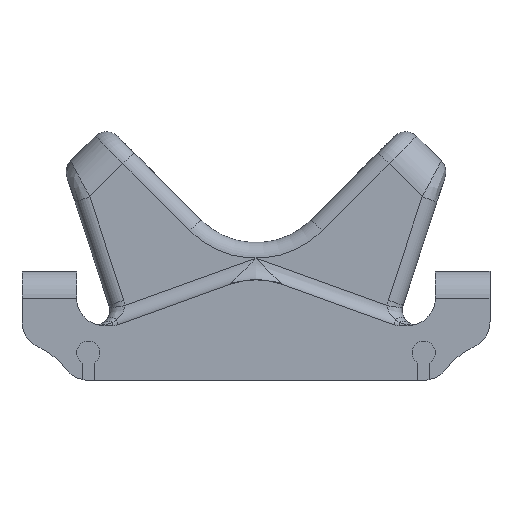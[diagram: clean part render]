
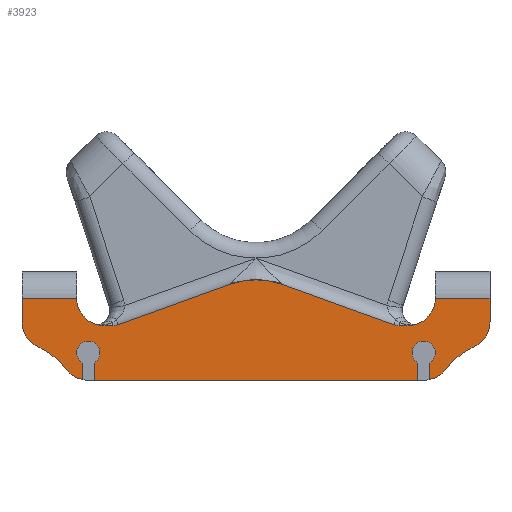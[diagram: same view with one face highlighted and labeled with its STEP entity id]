
A CAD part, left-side view. The second image highlights one B-rep face of the part: STEP entity #3923.
In plain terms, the highlighted planar face has unit normal (-1, 0, 0).
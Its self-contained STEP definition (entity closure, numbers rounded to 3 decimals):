
#97=PLANE('',#4271);
#284=LINE('',#6289,#546);
#350=LINE('',#7541,#612);
#352=LINE('',#7547,#614);
#353=LINE('',#7551,#615);
#354=LINE('',#7555,#616);
#355=LINE('',#7557,#617);
#356=LINE('',#7565,#618);
#357=LINE('',#7568,#619);
#358=LINE('',#7570,#620);
#359=LINE('',#7573,#621);
#360=LINE('',#7579,#622);
#361=LINE('',#7580,#623);
#362=LINE('',#7584,#624);
#546=VECTOR('',#4755,1000.);
#612=VECTOR('',#5015,1000.);
#614=VECTOR('',#5021,1000.);
#615=VECTOR('',#5024,1000.);
#616=VECTOR('',#5027,1000.);
#617=VECTOR('',#5028,1000.);
#618=VECTOR('',#5035,1000.);
#619=VECTOR('',#5038,1000.);
#620=VECTOR('',#5039,1000.);
#621=VECTOR('',#5042,1000.);
#622=VECTOR('',#5047,1000.);
#623=VECTOR('',#5048,1000.);
#624=VECTOR('',#5051,1000.);
#925=FACE_OUTER_BOUND('',#1170,.T.);
#1170=EDGE_LOOP('',(#2983,#2984,#2985,#2986,#2987,#2988,#2989,#2990,#2991,
#2992,#2993,#2994,#2995,#2996,#2997,#2998,#2999,#3000,#3001,#3002,#3003,
#3004,#3005,#3006,#3007,#3008));
#1436=CIRCLE('',#4268,3.5);
#1438=CIRCLE('',#4272,10.);
#1439=CIRCLE('',#4273,2.);
#1440=CIRCLE('',#4274,3.5);
#1441=CIRCLE('',#4275,3.5);
#1442=CIRCLE('',#4276,10.);
#1443=CIRCLE('',#4277,3.5);
#1444=CIRCLE('',#4278,1.5);
#1445=CIRCLE('',#4279,1.5);
#1446=CIRCLE('',#4280,10.);
#1447=CIRCLE('',#4281,3.5);
#1448=CIRCLE('',#4282,3.5);
#1449=CIRCLE('',#4283,2.);
#1686=VERTEX_POINT('',#6286);
#1687=VERTEX_POINT('',#6288);
#1765=VERTEX_POINT('',#7521);
#1766=VERTEX_POINT('',#7527);
#1767=VERTEX_POINT('',#7529);
#1771=VERTEX_POINT('',#7538);
#1772=VERTEX_POINT('',#7540);
#1773=VERTEX_POINT('',#7544);
#1774=VERTEX_POINT('',#7546);
#1775=VERTEX_POINT('',#7548);
#1776=VERTEX_POINT('',#7550);
#1777=VERTEX_POINT('',#7552);
#1778=VERTEX_POINT('',#7554);
#1779=VERTEX_POINT('',#7556);
#1780=VERTEX_POINT('',#7558);
#1781=VERTEX_POINT('',#7560);
#1782=VERTEX_POINT('',#7562);
#1783=VERTEX_POINT('',#7564);
#1784=VERTEX_POINT('',#7566);
#1785=VERTEX_POINT('',#7569);
#1786=VERTEX_POINT('',#7571);
#1787=VERTEX_POINT('',#7574);
#1788=VERTEX_POINT('',#7576);
#1789=VERTEX_POINT('',#7578);
#1790=VERTEX_POINT('',#7581);
#1791=VERTEX_POINT('',#7583);
#2072=EDGE_CURVE('',#1686,#1687,#284,.T.);
#2207=EDGE_CURVE('',#1766,#1767,#1436,.T.);
#2212=EDGE_CURVE('',#1771,#1772,#350,.T.);
#2214=EDGE_CURVE('',#1771,#1773,#1438,.T.);
#2215=EDGE_CURVE('',#1773,#1774,#352,.T.);
#2216=EDGE_CURVE('',#1774,#1775,#1439,.T.);
#2217=EDGE_CURVE('',#1776,#1775,#353,.T.);
#2218=EDGE_CURVE('',#1776,#1777,#1440,.T.);
#2219=EDGE_CURVE('',#1777,#1778,#354,.T.);
#2220=EDGE_CURVE('',#1778,#1779,#355,.T.);
#2221=EDGE_CURVE('',#1779,#1780,#1441,.T.);
#2222=EDGE_CURVE('',#1780,#1781,#1442,.T.);
#2223=EDGE_CURVE('',#1781,#1782,#1443,.T.);
#2224=EDGE_CURVE('',#1783,#1782,#356,.T.);
#2225=EDGE_CURVE('',#1783,#1784,#1444,.T.);
#2226=EDGE_CURVE('',#1687,#1784,#357,.T.);
#2227=EDGE_CURVE('',#1686,#1785,#358,.T.);
#2228=EDGE_CURVE('',#1786,#1785,#1445,.T.);
#2229=EDGE_CURVE('',#1786,#1767,#359,.T.);
#2230=EDGE_CURVE('',#1787,#1766,#1446,.T.);
#2231=EDGE_CURVE('',#1788,#1787,#1447,.T.);
#2232=EDGE_CURVE('',#1789,#1788,#360,.T.);
#2233=EDGE_CURVE('',#1765,#1789,#361,.T.);
#2234=EDGE_CURVE('',#1790,#1765,#1448,.T.);
#2235=EDGE_CURVE('',#1790,#1791,#362,.T.);
#2236=EDGE_CURVE('',#1772,#1791,#1449,.T.);
#2983=ORIENTED_EDGE('',*,*,#2212,.F.);
#2984=ORIENTED_EDGE('',*,*,#2214,.T.);
#2985=ORIENTED_EDGE('',*,*,#2215,.T.);
#2986=ORIENTED_EDGE('',*,*,#2216,.T.);
#2987=ORIENTED_EDGE('',*,*,#2217,.F.);
#2988=ORIENTED_EDGE('',*,*,#2218,.T.);
#2989=ORIENTED_EDGE('',*,*,#2219,.T.);
#2990=ORIENTED_EDGE('',*,*,#2220,.T.);
#2991=ORIENTED_EDGE('',*,*,#2221,.T.);
#2992=ORIENTED_EDGE('',*,*,#2222,.T.);
#2993=ORIENTED_EDGE('',*,*,#2223,.T.);
#2994=ORIENTED_EDGE('',*,*,#2224,.F.);
#2995=ORIENTED_EDGE('',*,*,#2225,.T.);
#2996=ORIENTED_EDGE('',*,*,#2226,.F.);
#2997=ORIENTED_EDGE('',*,*,#2072,.F.);
#2998=ORIENTED_EDGE('',*,*,#2227,.T.);
#2999=ORIENTED_EDGE('',*,*,#2228,.F.);
#3000=ORIENTED_EDGE('',*,*,#2229,.T.);
#3001=ORIENTED_EDGE('',*,*,#2207,.F.);
#3002=ORIENTED_EDGE('',*,*,#2230,.F.);
#3003=ORIENTED_EDGE('',*,*,#2231,.F.);
#3004=ORIENTED_EDGE('',*,*,#2232,.F.);
#3005=ORIENTED_EDGE('',*,*,#2233,.F.);
#3006=ORIENTED_EDGE('',*,*,#2234,.F.);
#3007=ORIENTED_EDGE('',*,*,#2235,.T.);
#3008=ORIENTED_EDGE('',*,*,#2236,.F.);
#3923=ADVANCED_FACE('',(#925),#97,.F.);
#4268=AXIS2_PLACEMENT_3D('',#7530,#5006,#5007);
#4271=AXIS2_PLACEMENT_3D('',#7543,#5017,#5018);
#4272=AXIS2_PLACEMENT_3D('',#7545,#5019,#5020);
#4273=AXIS2_PLACEMENT_3D('',#7549,#5022,#5023);
#4274=AXIS2_PLACEMENT_3D('',#7553,#5025,#5026);
#4275=AXIS2_PLACEMENT_3D('',#7559,#5029,#5030);
#4276=AXIS2_PLACEMENT_3D('',#7561,#5031,#5032);
#4277=AXIS2_PLACEMENT_3D('',#7563,#5033,#5034);
#4278=AXIS2_PLACEMENT_3D('',#7567,#5036,#5037);
#4279=AXIS2_PLACEMENT_3D('',#7572,#5040,#5041);
#4280=AXIS2_PLACEMENT_3D('',#7575,#5043,#5044);
#4281=AXIS2_PLACEMENT_3D('',#7577,#5045,#5046);
#4282=AXIS2_PLACEMENT_3D('',#7582,#5049,#5050);
#4283=AXIS2_PLACEMENT_3D('',#7585,#5052,#5053);
#4755=DIRECTION('',(0.,1.,0.));
#5006=DIRECTION('center_axis',(1.,0.,0.));
#5007=DIRECTION('ref_axis',(0.,0.,1.));
#5015=DIRECTION('',(0.,-0.941,-0.34));
#5017=DIRECTION('center_axis',(1.,0.,0.));
#5018=DIRECTION('ref_axis',(0.,0.,1.));
#5019=DIRECTION('center_axis',(-1.,0.,0.));
#5020=DIRECTION('ref_axis',(0.,0.,-1.));
#5021=DIRECTION('',(0.,0.941,-0.34));
#5022=DIRECTION('center_axis',(1.,0.,0.));
#5023=DIRECTION('ref_axis',(0.,0.,1.));
#5024=DIRECTION('',(0.,-1.,0.));
#5025=DIRECTION('center_axis',(1.,0.,0.));
#5026=DIRECTION('ref_axis',(0.,0.,1.));
#5027=DIRECTION('',(0.,1.,0.));
#5028=DIRECTION('',(0.,0.,-1.));
#5029=DIRECTION('center_axis',(-1.,0.,0.));
#5030=DIRECTION('ref_axis',(0.,0.,1.));
#5031=DIRECTION('center_axis',(1.,0.,0.));
#5032=DIRECTION('ref_axis',(0.,0.,1.));
#5033=DIRECTION('center_axis',(-1.,0.,0.));
#5034=DIRECTION('ref_axis',(0.,0.,1.));
#5035=DIRECTION('',(0.,0.,-1.));
#5036=DIRECTION('center_axis',(1.,0.,0.));
#5037=DIRECTION('ref_axis',(0.,0.,-1.));
#5038=DIRECTION('',(0.,0.,1.));
#5039=DIRECTION('',(0.,0.,1.));
#5040=DIRECTION('center_axis',(-1.,0.,0.));
#5041=DIRECTION('ref_axis',(0.,0.,-1.));
#5042=DIRECTION('',(0.,0.,-1.));
#5043=DIRECTION('center_axis',(-1.,0.,0.));
#5044=DIRECTION('ref_axis',(0.,0.,1.));
#5045=DIRECTION('center_axis',(1.,0.,0.));
#5046=DIRECTION('ref_axis',(0.,0.,1.));
#5047=DIRECTION('',(0.,0.,-1.));
#5048=DIRECTION('',(0.,-1.,0.));
#5049=DIRECTION('center_axis',(-1.,0.,0.));
#5050=DIRECTION('ref_axis',(0.,0.,1.));
#5051=DIRECTION('',(0.,1.,0.));
#5052=DIRECTION('center_axis',(-1.,0.,0.));
#5053=DIRECTION('ref_axis',(0.,0.,1.));
#6286=CARTESIAN_POINT('',(-30.,-20.75,0.));
#6288=CARTESIAN_POINT('',(-30.,20.75,0.));
#6289=CARTESIAN_POINT('',(-30.,-25.,0.));
#7521=CARTESIAN_POINT('',(-30.,-23.,10.5));
#7527=CARTESIAN_POINT('',(-30.,-24.268,1.359));
#7529=CARTESIAN_POINT('',(-30.,-22.25,0.081));
#7530=CARTESIAN_POINT('Origin',(-30.,-21.5,3.5));
#7538=CARTESIAN_POINT('',(-30.,-3.396,12.274));
#7540=CARTESIAN_POINT('',(-30.,-17.671,7.119));
#7541=CARTESIAN_POINT('',(-30.,0.,13.5));
#7543=CARTESIAN_POINT('Origin',(-30.,-25.,7.));
#7544=CARTESIAN_POINT('',(-30.,3.396,12.274));
#7545=CARTESIAN_POINT('Origin',(-30.,0.,2.868));
#7546=CARTESIAN_POINT('',(-30.,17.671,7.119));
#7547=CARTESIAN_POINT('',(-30.,0.,13.5));
#7548=CARTESIAN_POINT('',(-30.,18.35,7.));
#7549=CARTESIAN_POINT('Origin',(-30.,18.35,9.));
#7550=CARTESIAN_POINT('',(-30.,19.5,7.));
#7551=CARTESIAN_POINT('',(-30.,25.,7.));
#7552=CARTESIAN_POINT('',(-30.,23.,10.5));
#7553=CARTESIAN_POINT('Origin',(-30.,19.5,10.5));
#7554=CARTESIAN_POINT('',(-30.,30.,10.5));
#7555=CARTESIAN_POINT('',(-30.,25.,10.5));
#7556=CARTESIAN_POINT('',(-30.,30.,7.488));
#7557=CARTESIAN_POINT('',(-30.,30.,14.));
#7558=CARTESIAN_POINT('',(-30.,27.972,4.313));
#7559=CARTESIAN_POINT('Origin',(-30.,26.5,7.488));
#7560=CARTESIAN_POINT('',(-30.,24.268,1.359));
#7561=CARTESIAN_POINT('Origin',(-30.,32.178,-4.76));
#7562=CARTESIAN_POINT('',(-30.,22.25,0.081));
#7563=CARTESIAN_POINT('Origin',(-30.,21.5,3.5));
#7564=CARTESIAN_POINT('',(-30.,22.25,2.201));
#7565=CARTESIAN_POINT('',(-30.,22.25,7.));
#7566=CARTESIAN_POINT('',(-30.,20.75,2.201));
#7567=CARTESIAN_POINT('Origin',(-30.,21.5,3.5));
#7568=CARTESIAN_POINT('',(-30.,20.75,7.));
#7569=CARTESIAN_POINT('',(-30.,-20.75,2.201));
#7570=CARTESIAN_POINT('',(-30.,-20.75,7.));
#7571=CARTESIAN_POINT('',(-30.,-22.25,2.201));
#7572=CARTESIAN_POINT('Origin',(-30.,-21.5,3.5));
#7573=CARTESIAN_POINT('',(-30.,-22.25,7.));
#7574=CARTESIAN_POINT('',(-30.,-27.972,4.313));
#7575=CARTESIAN_POINT('Origin',(-30.,-32.178,-4.76));
#7576=CARTESIAN_POINT('',(-30.,-30.,7.488));
#7577=CARTESIAN_POINT('Origin',(-30.,-26.5,7.488));
#7578=CARTESIAN_POINT('',(-30.,-30.,10.5));
#7579=CARTESIAN_POINT('',(-30.,-30.,14.));
#7580=CARTESIAN_POINT('',(-30.,-25.,10.5));
#7581=CARTESIAN_POINT('',(-30.,-19.5,7.));
#7582=CARTESIAN_POINT('Origin',(-30.,-19.5,10.5));
#7583=CARTESIAN_POINT('',(-30.,-18.35,7.));
#7584=CARTESIAN_POINT('',(-30.,-25.,7.));
#7585=CARTESIAN_POINT('Origin',(-30.,-18.35,9.));
